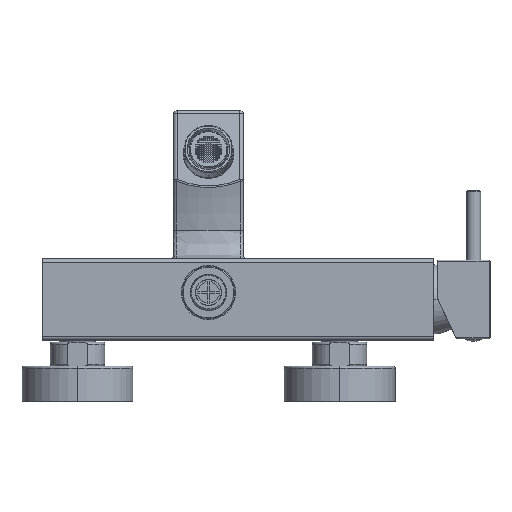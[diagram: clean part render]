
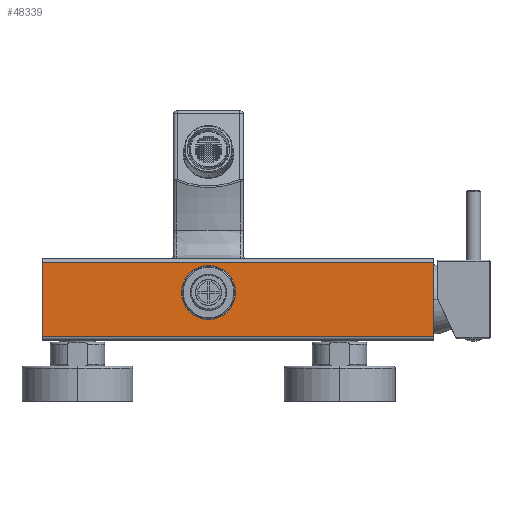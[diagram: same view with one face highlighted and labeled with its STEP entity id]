
A CAD part, front view. The second image highlights one B-rep face of the part: STEP entity #48339.
In plain terms, the highlighted planar face has unit normal (0, -1, 0).
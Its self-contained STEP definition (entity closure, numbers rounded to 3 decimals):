
#4792=DIRECTION('',(0.,0.,-1.));
#4793=VECTOR('',#4792,42.5);
#4794=CARTESIAN_POINT('',(0.,-23.25,21.25));
#4795=LINE('',#4794,#4793);
#4818=DIRECTION('',(0.,0.,-1.));
#4819=VECTOR('',#4818,42.5);
#4820=CARTESIAN_POINT('',(224.,-23.25,21.25));
#4821=LINE('',#4820,#4819);
#4961=DIRECTION('',(-1.,0.,0.));
#4962=VECTOR('',#4961,224.);
#4963=CARTESIAN_POINT('',(224.,-23.25,21.25));
#4964=LINE('',#4963,#4962);
#4965=DIRECTION('',(-1.,0.,0.));
#4966=VECTOR('',#4965,224.);
#4967=CARTESIAN_POINT('',(224.,-23.25,-21.25));
#4968=LINE('',#4967,#4966);
#4969=CARTESIAN_POINT('',(95.,-23.25,4.));
#4970=DIRECTION('',(0.,1.,0.));
#4971=DIRECTION('',(1.,0.,0.));
#4972=AXIS2_PLACEMENT_3D('',#4969,#4970,#4971);
#4974=CARTESIAN_POINT('',(95.,-23.25,4.));
#4975=DIRECTION('',(0.,1.,0.));
#4976=DIRECTION('',(-1.,0.,0.));
#4977=AXIS2_PLACEMENT_3D('',#4974,#4975,#4976);
#35908=CARTESIAN_POINT('',(110.5,-23.25,4.));
#35909=CARTESIAN_POINT('',(79.5,-23.25,4.));
#35910=VERTEX_POINT('',#35908);
#35911=VERTEX_POINT('',#35909);
#35986=CARTESIAN_POINT('',(0.,-23.25,21.25));
#35988=VERTEX_POINT('',#35986);
#35992=CARTESIAN_POINT('',(224.,-23.25,21.25));
#35993=VERTEX_POINT('',#35992);
#35994=CARTESIAN_POINT('',(0.,-23.25,-21.25));
#35995=VERTEX_POINT('',#35994);
#35996=CARTESIAN_POINT('',(224.,-23.25,-21.25));
#35997=VERTEX_POINT('',#35996);
#48322=CARTESIAN_POINT('',(0.,-23.25,23.25));
#48323=DIRECTION('',(0.,-1.,0.));
#48324=DIRECTION('',(0.,0.,-1.));
#48325=AXIS2_PLACEMENT_3D('',#48322,#48323,#48324);
#48326=PLANE('',#48325);
#48327=ORIENTED_EDGE('',*,*,#48140,.F.);
#48328=ORIENTED_EDGE('',*,*,#48162,.T.);
#48329=ORIENTED_EDGE('',*,*,#48308,.T.);
#48330=ORIENTED_EDGE('',*,*,#48116,.F.);
#48331=EDGE_LOOP('',(#48327,#48328,#48329,#48330));
#48332=FACE_OUTER_BOUND('',#48331,.F.);
#48334=ORIENTED_EDGE('',*,*,#48333,.F.);
#48336=ORIENTED_EDGE('',*,*,#48335,.F.);
#48337=EDGE_LOOP('',(#48334,#48336));
#48338=FACE_BOUND('',#48337,.F.);
#48339=ADVANCED_FACE('',(#48332,#48338),#48326,.T.);
#4973=CIRCLE('',#4972,15.5);
#4978=CIRCLE('',#4977,15.5);
#48116=EDGE_CURVE('',#35988,#35995,#4795,.T.);
#48140=EDGE_CURVE('',#35993,#35988,#4964,.T.);
#48162=EDGE_CURVE('',#35993,#35997,#4821,.T.);
#48308=EDGE_CURVE('',#35997,#35995,#4968,.T.);
#48333=EDGE_CURVE('',#35910,#35911,#4973,.T.);
#48335=EDGE_CURVE('',#35911,#35910,#4978,.T.);
